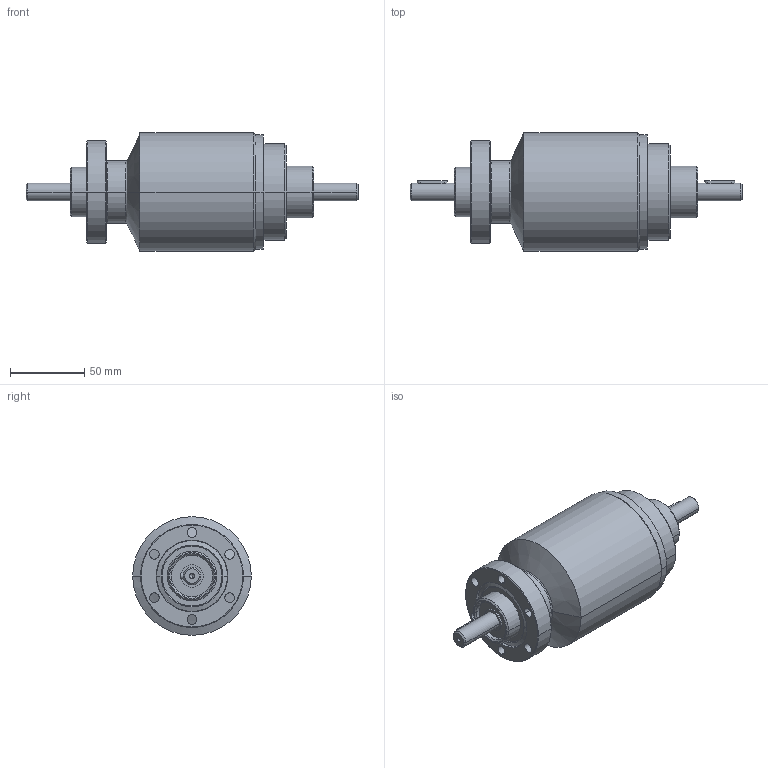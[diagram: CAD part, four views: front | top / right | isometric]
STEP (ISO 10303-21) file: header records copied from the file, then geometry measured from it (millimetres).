
FILE_DESCRIPTION((''),'2;1');
FILE_NAME('PF621012-T.stp','2004-06-25T10:05:56',('KAA'),(''),'Autodesk Inventor (R) 6.0','Autodesk Inventor (R) 6.0','');
FILE_SCHEMA(('AUTOMOTIVE_DESIGN { 1 0 10303 214 1 1 1 1 }'));
Length unit declared in the file: millimetre
Products named in the file (1): PF621012-T
Bounding box: 224 x 80 x 80 mm (x, y, z)
Volume: 586414.1 mm3; surface area: 53687.7 mm2
Topology: 1 solids, 1 shells, 107 faces, 245 edges, 151 vertices
Faces by surface type: cylinder 34, cone 28, bspline 24, plane 21
Entity records: 3543 total; most frequent: CARTESIAN_POINT 1088, DIRECTION 538, ORIENTED_EDGE 482, EDGE_CURVE 241, AXIS2_PLACEMENT_3D 221, VERTEX_POINT 151, CIRCLE 137, EDGE_LOOP 134
